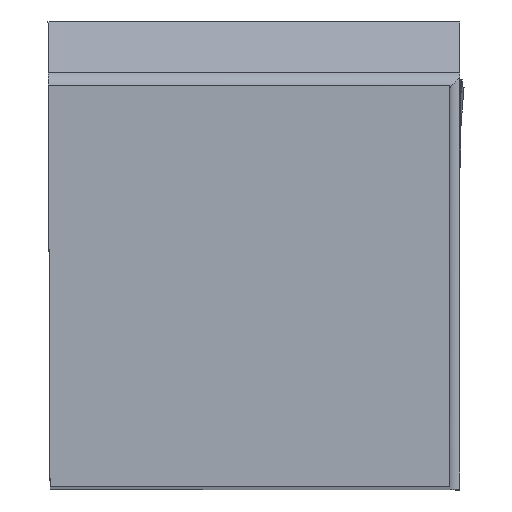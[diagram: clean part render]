
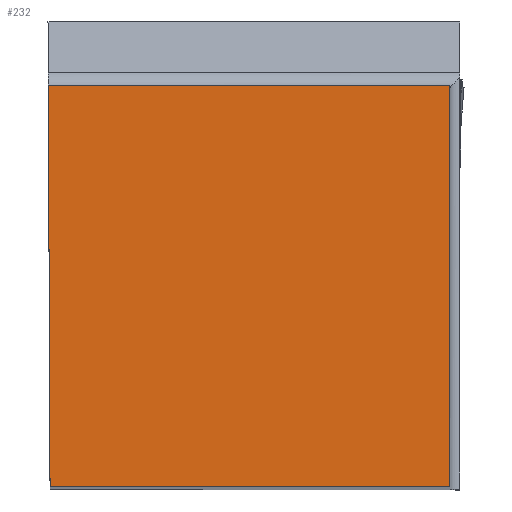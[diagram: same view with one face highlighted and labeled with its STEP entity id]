
A CAD part, top view. The second image highlights one B-rep face of the part: STEP entity #232.
In plain terms, the highlighted planar face has unit normal (0, 0, 1).
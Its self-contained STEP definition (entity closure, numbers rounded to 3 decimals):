
#232=ADVANCED_FACE('CU_BACK_SU1',(#359),#314,.F.);
#314=PLANE('',#1756);
#359=FACE_OUTER_BOUND('',#442,.T.);
#442=EDGE_LOOP('',(#556,#557,#558,#559));
#556=ORIENTED_EDGE('',*,*,#1158,.T.);
#557=ORIENTED_EDGE('',*,*,#1167,.T.);
#558=ORIENTED_EDGE('',*,*,#1168,.T.);
#559=ORIENTED_EDGE('',*,*,#1161,.F.);
#1003=VERTEX_POINT('',#2407);
#1004=VERTEX_POINT('',#2409);
#1005=VERTEX_POINT('',#2414);
#1008=VERTEX_POINT('',#2425);
#1158=EDGE_CURVE('',#1004,#1003,#1385,.T.);
#1161=EDGE_CURVE('',#1004,#1005,#1388,.T.);
#1167=EDGE_CURVE('',#1003,#1008,#1393,.T.);
#1168=EDGE_CURVE('',#1008,#1005,#1394,.T.);
#1385=LINE('',#2408,#1532);
#1388=LINE('',#2413,#1535);
#1393=LINE('',#2424,#1540);
#1394=LINE('',#2426,#1541);
#1532=VECTOR('',#1935,1.);
#1535=VECTOR('',#1940,1.);
#1540=VECTOR('',#1951,1.);
#1541=VECTOR('',#1952,1.);
#1756=AXIS2_PLACEMENT_3D('',#2427,#1953,#1954);
#1935=DIRECTION('',(1.,0.,0.));
#1940=DIRECTION('',(-0.004,1.,0.));
#1951=DIRECTION('',(0.,1.,0.));
#1952=DIRECTION('',(-1.,0.,0.));
#1953=DIRECTION('',(0.,0.,-1.));
#1954=DIRECTION('',(-1.,0.,0.));
#2407=CARTESIAN_POINT('',(31.85,0.,0.));
#2408=CARTESIAN_POINT('',(56.708,0.,0.));
#2409=CARTESIAN_POINT('',(0.139,0.,0.));
#2413=CARTESIAN_POINT('',(-0.086,51.602,0.));
#2414=CARTESIAN_POINT('',(0.,31.85,0.));
#2424=CARTESIAN_POINT('',(31.85,51.85,0.));
#2425=CARTESIAN_POINT('',(31.85,31.85,0.));
#2426=CARTESIAN_POINT('',(56.708,31.85,0.));
#2427=CARTESIAN_POINT('',(56.708,51.85,0.));
